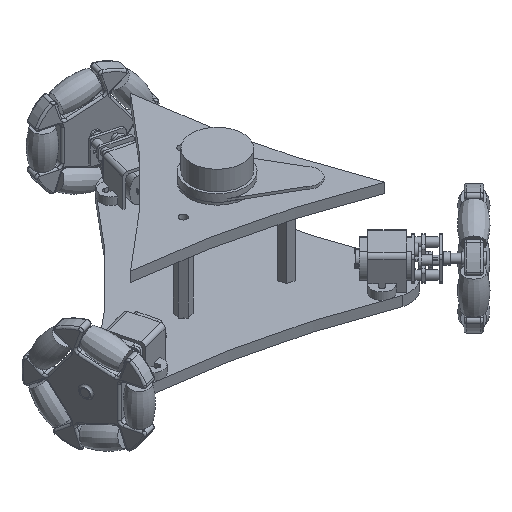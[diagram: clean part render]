
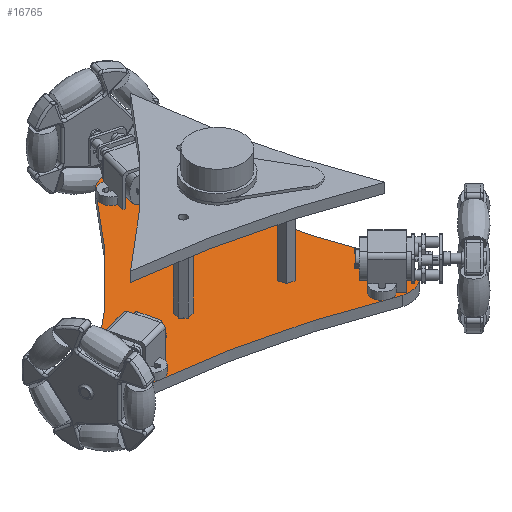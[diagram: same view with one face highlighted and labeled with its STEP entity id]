
A CAD part, isometric view. The second image highlights one B-rep face of the part: STEP entity #16765.
In plain terms, the highlighted planar face has unit normal (0, 0, 1).
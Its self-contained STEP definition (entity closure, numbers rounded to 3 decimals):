
#418=FACE_BOUND('',#2339,.T.);
#419=FACE_BOUND('',#2340,.T.);
#420=FACE_BOUND('',#2341,.T.);
#421=FACE_BOUND('',#2342,.T.);
#422=FACE_BOUND('',#2343,.T.);
#423=FACE_BOUND('',#2344,.T.);
#424=FACE_BOUND('',#2345,.T.);
#425=FACE_BOUND('',#2346,.T.);
#426=FACE_BOUND('',#2347,.T.);
#647=PLANE('',#18248);
#1126=(
BOUNDED_CURVE()
B_SPLINE_CURVE(5,(#26462,#26463,#26464,#26465,#26466,#26467,#26468,#26469,
#26470,#26471,#26472,#26473,#26474,#26475,#26476),.UNSPECIFIED.,.F.,.F.)
B_SPLINE_CURVE_WITH_KNOTS((6,1,1,1,1,1,1,1,1,1,6),(-1.,-0.9,-0.8,-0.7,-0.6,
-0.5,-0.4,-0.3,-0.2,-0.1,0.),.UNSPECIFIED.)
CURVE()
GEOMETRIC_REPRESENTATION_ITEM()
RATIONAL_B_SPLINE_CURVE((1.,1.,1.,1.,1.,1.,1.,1.,1.,1.,1.,1.,1.,1.,1.))
REPRESENTATION_ITEM('')
);
#1128=(
BOUNDED_CURVE()
B_SPLINE_CURVE(5,(#26531,#26532,#26533,#26534,#26535,#26536,#26537,#26538,
#26539,#26540,#26541,#26542,#26543,#26544,#26545),.UNSPECIFIED.,.F.,.F.)
B_SPLINE_CURVE_WITH_KNOTS((6,1,1,1,1,1,1,1,1,1,6),(0.,0.1,0.2,0.3,0.4,0.5,
0.6,0.7,0.8,0.9,1.),.UNSPECIFIED.)
CURVE()
GEOMETRIC_REPRESENTATION_ITEM()
RATIONAL_B_SPLINE_CURVE((1.,1.,1.,1.,1.,1.,1.,1.,1.,1.,1.,1.,1.,1.,1.))
REPRESENTATION_ITEM('')
);
#1130=(
BOUNDED_CURVE()
B_SPLINE_CURVE(5,(#26600,#26601,#26602,#26603,#26604,#26605,#26606,#26607,
#26608,#26609,#26610,#26611,#26612,#26613,#26614),.UNSPECIFIED.,.F.,.F.)
B_SPLINE_CURVE_WITH_KNOTS((6,1,1,1,1,1,1,1,1,1,6),(0.,0.1,0.2,0.3,0.4,0.5,
0.6,0.7,0.8,0.9,1.),.UNSPECIFIED.)
CURVE()
GEOMETRIC_REPRESENTATION_ITEM()
RATIONAL_B_SPLINE_CURVE((1.,1.,1.,1.,1.,1.,1.,1.,1.,1.,1.,1.,1.,1.,1.))
REPRESENTATION_ITEM('')
);
#1239=FACE_OUTER_BOUND('',#2338,.T.);
#2338=EDGE_LOOP('',(#11395,#11396,#11397,#11398,#11399,#11400));
#2339=EDGE_LOOP('',(#11401));
#2340=EDGE_LOOP('',(#11402));
#2341=EDGE_LOOP('',(#11403));
#2342=EDGE_LOOP('',(#11404));
#2343=EDGE_LOOP('',(#11405));
#2344=EDGE_LOOP('',(#11406));
#2345=EDGE_LOOP('',(#11407));
#2346=EDGE_LOOP('',(#11408));
#2347=EDGE_LOOP('',(#11409));
#6059=CIRCLE('',#18213,1.);
#6061=CIRCLE('',#18216,1.);
#6063=CIRCLE('',#18219,1.);
#6065=CIRCLE('',#18222,1.5);
#6067=CIRCLE('',#18225,1.);
#6069=CIRCLE('',#18228,1.);
#6071=CIRCLE('',#18231,1.5);
#6073=CIRCLE('',#18234,1.5);
#6075=CIRCLE('',#18237,1.);
#6078=CIRCLE('',#18241,10.);
#6080=CIRCLE('',#18244,10.);
#6082=CIRCLE('',#18247,10.);
#7300=VERTEX_POINT('',#26359);
#7302=VERTEX_POINT('',#26365);
#7304=VERTEX_POINT('',#26371);
#7306=VERTEX_POINT('',#26377);
#7308=VERTEX_POINT('',#26383);
#7310=VERTEX_POINT('',#26389);
#7312=VERTEX_POINT('',#26395);
#7314=VERTEX_POINT('',#26401);
#7316=VERTEX_POINT('',#26407);
#7320=VERTEX_POINT('',#26459);
#7321=VERTEX_POINT('',#26461);
#7323=VERTEX_POINT('',#26481);
#7325=VERTEX_POINT('',#26530);
#7327=VERTEX_POINT('',#26550);
#7329=VERTEX_POINT('',#26599);
#8845=EDGE_CURVE('',#7300,#7300,#6059,.T.);
#8848=EDGE_CURVE('',#7302,#7302,#6061,.T.);
#8851=EDGE_CURVE('',#7304,#7304,#6063,.T.);
#8854=EDGE_CURVE('',#7306,#7306,#6065,.T.);
#8857=EDGE_CURVE('',#7308,#7308,#6067,.T.);
#8860=EDGE_CURVE('',#7310,#7310,#6069,.T.);
#8863=EDGE_CURVE('',#7312,#7312,#6071,.T.);
#8866=EDGE_CURVE('',#7314,#7314,#6073,.T.);
#8869=EDGE_CURVE('',#7316,#7316,#6075,.T.);
#8874=EDGE_CURVE('',#7321,#7320,#1126,.T.);
#8877=EDGE_CURVE('',#7323,#7321,#6078,.T.);
#8880=EDGE_CURVE('',#7325,#7323,#1128,.T.);
#8883=EDGE_CURVE('',#7327,#7325,#6080,.T.);
#8886=EDGE_CURVE('',#7329,#7327,#1130,.T.);
#8889=EDGE_CURVE('',#7320,#7329,#6082,.T.);
#11395=ORIENTED_EDGE('',*,*,#8889,.T.);
#11396=ORIENTED_EDGE('',*,*,#8886,.T.);
#11397=ORIENTED_EDGE('',*,*,#8883,.T.);
#11398=ORIENTED_EDGE('',*,*,#8880,.T.);
#11399=ORIENTED_EDGE('',*,*,#8877,.T.);
#11400=ORIENTED_EDGE('',*,*,#8874,.T.);
#11401=ORIENTED_EDGE('',*,*,#8869,.T.);
#11402=ORIENTED_EDGE('',*,*,#8866,.T.);
#11403=ORIENTED_EDGE('',*,*,#8863,.T.);
#11404=ORIENTED_EDGE('',*,*,#8860,.T.);
#11405=ORIENTED_EDGE('',*,*,#8857,.T.);
#11406=ORIENTED_EDGE('',*,*,#8854,.T.);
#11407=ORIENTED_EDGE('',*,*,#8851,.T.);
#11408=ORIENTED_EDGE('',*,*,#8848,.T.);
#11409=ORIENTED_EDGE('',*,*,#8845,.T.);
#16765=ADVANCED_FACE('',(#1239,#418,#419,#420,#421,#422,#423,#424,#425,
#426),#647,.T.);
#18213=AXIS2_PLACEMENT_3D('',#26360,#20530,#20531);
#18216=AXIS2_PLACEMENT_3D('',#26366,#20537,#20538);
#18219=AXIS2_PLACEMENT_3D('',#26372,#20544,#20545);
#18222=AXIS2_PLACEMENT_3D('',#26378,#20551,#20552);
#18225=AXIS2_PLACEMENT_3D('',#26384,#20558,#20559);
#18228=AXIS2_PLACEMENT_3D('',#26390,#20565,#20566);
#18231=AXIS2_PLACEMENT_3D('',#26396,#20572,#20573);
#18234=AXIS2_PLACEMENT_3D('',#26402,#20579,#20580);
#18237=AXIS2_PLACEMENT_3D('',#26408,#20586,#20587);
#18241=AXIS2_PLACEMENT_3D('',#26482,#20597,#20598);
#18244=AXIS2_PLACEMENT_3D('',#26551,#20605,#20606);
#18247=AXIS2_PLACEMENT_3D('',#26618,#20613,#20614);
#18248=AXIS2_PLACEMENT_3D('',#26619,#20615,#20616);
#20530=DIRECTION('center_axis',(0.,0.,-1.));
#20531=DIRECTION('ref_axis',(1.,0.,0.));
#20537=DIRECTION('center_axis',(0.,0.,-1.));
#20538=DIRECTION('ref_axis',(1.,0.,0.));
#20544=DIRECTION('center_axis',(0.,0.,-1.));
#20545=DIRECTION('ref_axis',(1.,0.,0.));
#20551=DIRECTION('center_axis',(0.,0.,-1.));
#20552=DIRECTION('ref_axis',(1.,0.,0.));
#20558=DIRECTION('center_axis',(0.,0.,-1.));
#20559=DIRECTION('ref_axis',(1.,0.,0.));
#20565=DIRECTION('center_axis',(0.,0.,-1.));
#20566=DIRECTION('ref_axis',(1.,0.,0.));
#20572=DIRECTION('center_axis',(0.,0.,-1.));
#20573=DIRECTION('ref_axis',(1.,0.,0.));
#20579=DIRECTION('center_axis',(0.,0.,-1.));
#20580=DIRECTION('ref_axis',(1.,0.,0.));
#20586=DIRECTION('center_axis',(0.,0.,-1.));
#20587=DIRECTION('ref_axis',(1.,0.,0.));
#20597=DIRECTION('center_axis',(0.,0.,1.));
#20598=DIRECTION('ref_axis',(0.519,-0.855,0.));
#20605=DIRECTION('center_axis',(0.,0.,1.));
#20606=DIRECTION('ref_axis',(-1.,0.,0.));
#20613=DIRECTION('center_axis',(0.,0.,1.));
#20614=DIRECTION('ref_axis',(0.519,0.855,0.));
#20615=DIRECTION('center_axis',(0.,0.,1.));
#20616=DIRECTION('ref_axis',(1.,0.,0.));
#26359=CARTESIAN_POINT('',(31.717,8.428,4.));
#26360=CARTESIAN_POINT('Origin',(32.717,8.428,4.));
#26365=CARTESIAN_POINT('',(31.717,-8.428,4.));
#26366=CARTESIAN_POINT('Origin',(32.717,-8.428,4.));
#26371=CARTESIAN_POINT('',(-33.181,48.115,4.));
#26372=CARTESIAN_POINT('Origin',(-32.181,48.115,4.));
#26377=CARTESIAN_POINT('',(-26.539,17.207,4.));
#26378=CARTESIAN_POINT('Origin',(-25.039,17.207,4.));
#26383=CARTESIAN_POINT('',(-33.181,-48.115,4.));
#26384=CARTESIAN_POINT('Origin',(-32.181,-48.115,4.));
#26389=CARTESIAN_POINT('',(-47.961,39.802,4.));
#26390=CARTESIAN_POINT('Origin',(-46.961,39.802,4.));
#26395=CARTESIAN_POINT('',(3.653,0.225,4.));
#26396=CARTESIAN_POINT('Origin',(5.153,0.225,4.));
#26401=CARTESIAN_POINT('',(-26.15,-17.432,4.));
#26402=CARTESIAN_POINT('Origin',(-24.65,-17.432,4.));
#26407=CARTESIAN_POINT('',(-47.961,-39.802,4.));
#26408=CARTESIAN_POINT('Origin',(-46.961,-39.802,4.));
#26459=CARTESIAN_POINT('',(-34.807,53.267,4.));
#26461=CARTESIAN_POINT('',(38.785,8.546,4.));
#26462=CARTESIAN_POINT('Ctrl Pts',(38.785,8.546,4.));
#26463=CARTESIAN_POINT('Ctrl Pts',(37.195,9.246,4.));
#26464=CARTESIAN_POINT('Ctrl Pts',(34.025,10.663,4.));
#26465=CARTESIAN_POINT('Ctrl Pts',(29.302,12.839,4.));
#26466=CARTESIAN_POINT('Ctrl Pts',(23.067,15.844,4.));
#26467=CARTESIAN_POINT('Ctrl Pts',(15.385,19.785,4.));
#26468=CARTESIAN_POINT('Ctrl Pts',(7.825,23.927,4.));
#26469=CARTESIAN_POINT('Ctrl Pts',(0.397,28.286,4.));
#26470=CARTESIAN_POINT('Ctrl Pts',(-6.894,32.872,4.));
#26471=CARTESIAN_POINT('Ctrl Pts',(-14.052,37.674,4.));
#26472=CARTESIAN_POINT('Ctrl Pts',(-21.088,42.677,4.));
#26473=CARTESIAN_POINT('Ctrl Pts',(-26.628,46.827,4.));
#26474=CARTESIAN_POINT('Ctrl Pts',(-30.735,50.017,4.));
#26475=CARTESIAN_POINT('Ctrl Pts',(-33.453,52.178,4.));
#26476=CARTESIAN_POINT('Ctrl Pts',(-34.807,53.267,4.));
#26481=CARTESIAN_POINT('',(38.785,-8.546,4.));
#26482=CARTESIAN_POINT('Origin',(33.592,0.,
4.));
#26530=CARTESIAN_POINT('',(-34.807,-53.267,4.));
#26531=CARTESIAN_POINT('Ctrl Pts',(-34.807,-53.267,4.));
#26532=CARTESIAN_POINT('Ctrl Pts',(-33.453,-52.178,
4.));
#26533=CARTESIAN_POINT('Ctrl Pts',(-30.735,-50.017,
4.));
#26534=CARTESIAN_POINT('Ctrl Pts',(-26.628,-46.827,
4.));
#26535=CARTESIAN_POINT('Ctrl Pts',(-21.088,-42.677,
4.));
#26536=CARTESIAN_POINT('Ctrl Pts',(-14.052,-37.674,
4.));
#26537=CARTESIAN_POINT('Ctrl Pts',(-6.894,-32.872,
4.));
#26538=CARTESIAN_POINT('Ctrl Pts',(0.397,-28.286,
4.));
#26539=CARTESIAN_POINT('Ctrl Pts',(7.825,-23.927,4.));
#26540=CARTESIAN_POINT('Ctrl Pts',(15.385,-19.785,4.));
#26541=CARTESIAN_POINT('Ctrl Pts',(23.067,-15.844,4.));
#26542=CARTESIAN_POINT('Ctrl Pts',(29.302,-12.839,4.));
#26543=CARTESIAN_POINT('Ctrl Pts',(34.025,-10.663,4.));
#26544=CARTESIAN_POINT('Ctrl Pts',(37.195,-9.246,4.));
#26545=CARTESIAN_POINT('Ctrl Pts',(38.785,-8.546,4.));
#26550=CARTESIAN_POINT('',(-50.,-44.721,4.));
#26551=CARTESIAN_POINT('Origin',(-40.,-44.721,4.));
#26599=CARTESIAN_POINT('',(-50.,44.721,4.));
#26600=CARTESIAN_POINT('Ctrl Pts',(-50.,44.721,4.));
#26601=CARTESIAN_POINT('Ctrl Pts',(-49.772,42.933,4.));
#26602=CARTESIAN_POINT('Ctrl Pts',(-49.337,39.355,4.));
#26603=CARTESIAN_POINT('Ctrl Pts',(-48.744,33.988,4.));
#26604=CARTESIAN_POINT('Ctrl Pts',(-48.074,26.833,4.));
#26605=CARTESIAN_POINT('Ctrl Pts',(-47.453,17.889,4.));
#26606=CARTESIAN_POINT('Ctrl Pts',(-47.066,8.944,4.));
#26607=CARTESIAN_POINT('Ctrl Pts',(-46.934,0.,
4.));
#26608=CARTESIAN_POINT('Ctrl Pts',(-47.066,-8.944,
4.));
#26609=CARTESIAN_POINT('Ctrl Pts',(-47.453,-17.889,
4.));
#26610=CARTESIAN_POINT('Ctrl Pts',(-48.074,-26.833,
4.));
#26611=CARTESIAN_POINT('Ctrl Pts',(-48.744,-33.988,
4.));
#26612=CARTESIAN_POINT('Ctrl Pts',(-49.337,-39.355,
4.));
#26613=CARTESIAN_POINT('Ctrl Pts',(-49.772,-42.933,
4.));
#26614=CARTESIAN_POINT('Ctrl Pts',(-50.,-44.721,4.));
#26618=CARTESIAN_POINT('Origin',(-40.,44.721,4.));
#26619=CARTESIAN_POINT('Origin',(-3.204,0.,
4.));
